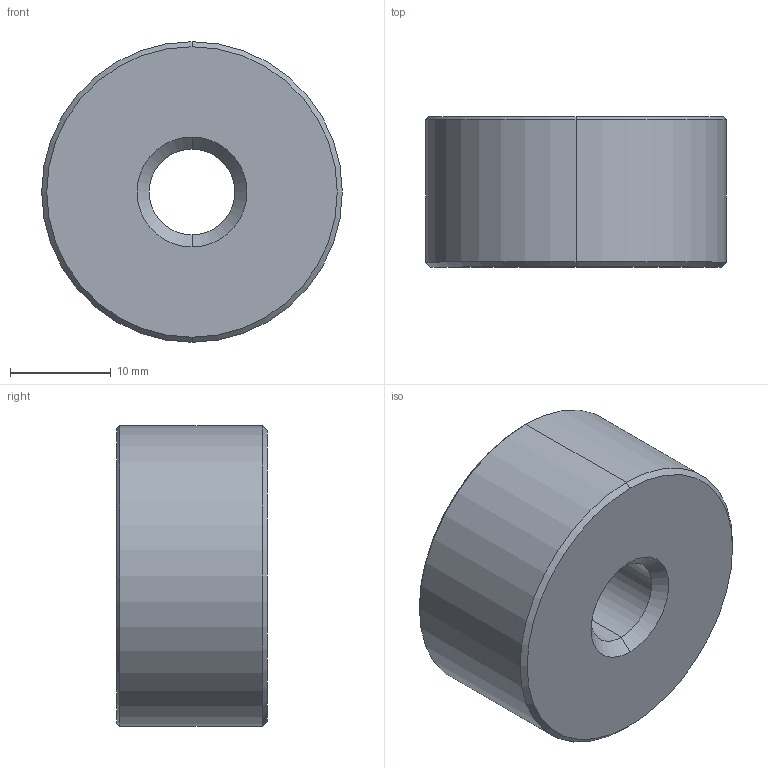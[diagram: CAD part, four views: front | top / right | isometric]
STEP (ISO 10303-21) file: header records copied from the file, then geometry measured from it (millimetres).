
FILE_DESCRIPTION (( 'STEP AP214' ), '1' );
FILE_NAME ('804 266 Nippelbefestigungsvariante E 045-364-01.STEP', '2014-03-26T07:08:35', ( '' ), ( '' ), 'SwSTEP 2.0', 'SolidWorks 2013', '' );
FILE_SCHEMA (( 'AUTOMOTIVE_DESIGN' ));
Length unit declared in the file: millimetre
Products named in the file (1): 804 266 Nippelbefestigungsvariante E 045-364-01
Bounding box: 29.8 x 14.9 x 29.8 mm (x, y, z)
Volume: 9424 mm3; surface area: 3047.8 mm2
Topology: 1 solids, 1 shells, 26 faces, 56 edges, 30 vertices
Faces by surface type: cone 16, cylinder 8, plane 2
Entity records: 710 total; most frequent: DIRECTION 134, CARTESIAN_POINT 109, ORIENTED_EDGE 104, AXIS2_PLACEMENT_3D 55, EDGE_CURVE 52, VERTEX_POINT 30, EDGE_LOOP 30, CIRCLE 28
